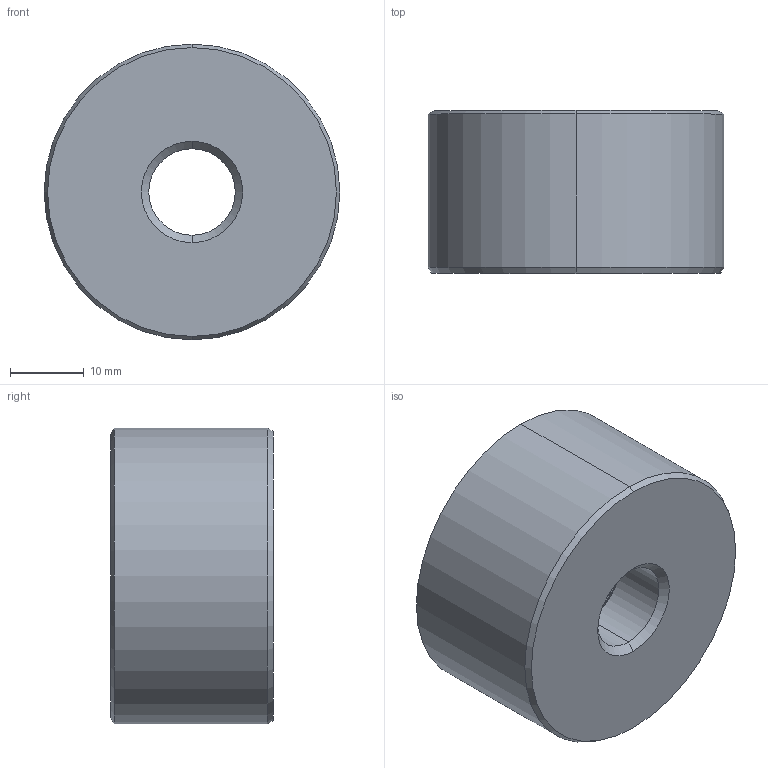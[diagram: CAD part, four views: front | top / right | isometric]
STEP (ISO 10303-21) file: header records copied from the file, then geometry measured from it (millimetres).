
FILE_DESCRIPTION (( 'STEP AP214' ), '1' );
FILE_NAME ('hydrostatic test thread interface.STEP', '2025-02-24T13:14:47', ( '' ), ( '' ), 'SwSTEP 2.0', 'SolidWorks 2024', '' );
FILE_SCHEMA (( 'AUTOMOTIVE_DESIGN' ));
Length unit declared in the file: millimetre
Products named in the file (1): hydrostatic test thread interface
Bounding box: 40 x 22 x 40 mm (x, y, z)
Volume: 19064 mm3; surface area: 6815.6 mm2
Topology: 1 solids, 1 shells, 36 faces, 85 edges, 53 vertices
Faces by surface type: cylinder 14, cone 13, plane 6, bspline 3
Entity records: 1867 total; most frequent: CARTESIAN_POINT 1067, ORIENTED_EDGE 170, DIRECTION 156, EDGE_CURVE 85, AXIS2_PLACEMENT_3D 65, VERTEX_POINT 53, EDGE_LOOP 40, FACE_OUTER_BOUND 36
